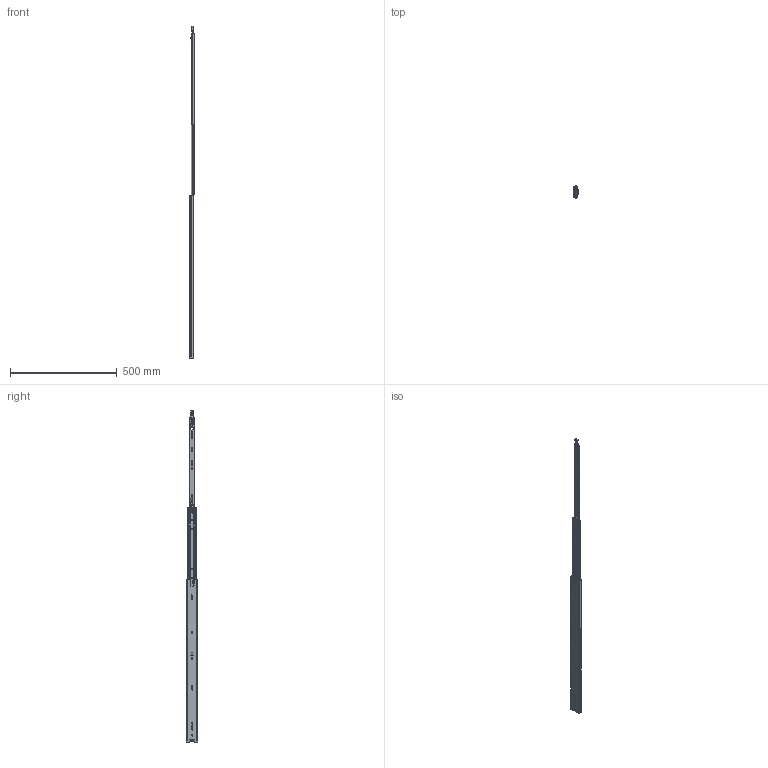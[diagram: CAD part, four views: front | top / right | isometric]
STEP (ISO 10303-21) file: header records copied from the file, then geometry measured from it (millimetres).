
FILE_DESCRIPTION (( 'STEP AP214' ), '1' );
FILE_NAME ('FR_5609_SL.0762mm_30inch_open_left.STEP', '2022-10-27T05:28:23', ( '' ), ( '' ), 'SwSTEP 2.0', 'SolidWorks 2020', '' );
FILE_SCHEMA (( 'AUTOMOTIVE_DESIGN' ));
Length unit declared in the file: millimetre
Products named in the file (13): 5609.XXX-02.T058_NL 30 open; FR_5609_SL.0762mm_30inch_open_left; Middle Lock; Locking Handle; 5609.XXX-01.T058_NL 30; 5609.XXX-02.T058_NL 30; Middle Stop; Spring Lever; 5609.XXX-03.T058_NL 30; Detent; Drawer Lock
Assembly tree (12 placements, depth 3):
  FR_5609_SL.0762mm_30inch_open_left
    5609.XXX-01.T058_NL 30
      5609.XXX-01.T058_NL 30
      Detent
    5609.XXX-02.T058_NL 30 open
      5609.XXX-02.T058_NL 30
      Middle Stop
      Middle Lock
    5609.XXX-03.T058_NL 30
      5609.XXX-03.T058_NL 30
      Locking Handle
      Spring Lever
      Drawer Lock
Bounding box: 19.1 x 55.98 x 1557.07 mm (x, y, z)
Volume: 282094.7 mm3; surface area: 330394.6 mm2
Topology: 10 solids, 10 shells, 1750 faces, 4655 edges, 2905 vertices
Faces by surface type: cylinder 828, plane 528, cone 210, bspline 184
Entity records: 62670 total; most frequent: CARTESIAN_POINT 20020, ORIENTED_EDGE 9282, DIRECTION 8506, EDGE_CURVE 4641, AXIS2_PLACEMENT_3D 3209, VERTEX_POINT 2905, VECTOR 2088, LINE 2088
